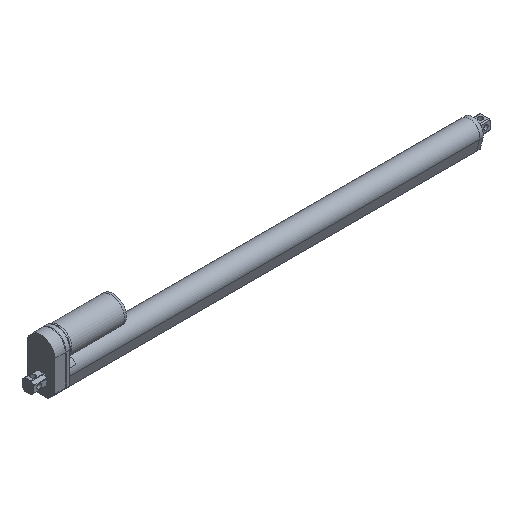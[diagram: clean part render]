
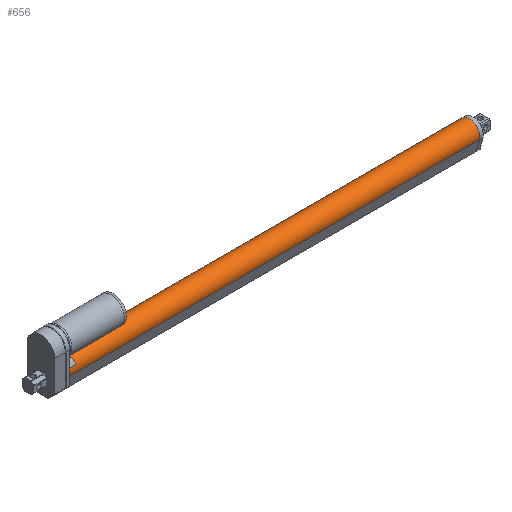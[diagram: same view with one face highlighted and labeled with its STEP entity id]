
A CAD part, isometric view. The second image highlights one B-rep face of the part: STEP entity #656.
In plain terms, the highlighted cylindrical face has radius 15 mm (diameter 30 mm), a partial arc.
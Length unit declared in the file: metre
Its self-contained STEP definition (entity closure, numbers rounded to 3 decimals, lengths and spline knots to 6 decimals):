
#656 = ADVANCED_FACE( '', ( #1273 ), #1274, .T. );
#1273 = FACE_OUTER_BOUND( '', #1946, .T. );
#1274 = CYLINDRICAL_SURFACE( '', #1947, 0.015 );
#1946 = EDGE_LOOP( '', ( #3209, #3210, #3211, #3212 ) );
#1947 = AXIS2_PLACEMENT_3D( '', #3213, #3214, #3215 );
#3209 = ORIENTED_EDGE( '', *, *, #4297, .T. );
#3210 = ORIENTED_EDGE( '', *, *, #4516, .F. );
#3211 = ORIENTED_EDGE( '', *, *, #4387, .F. );
#3212 = ORIENTED_EDGE( '', *, *, #4527, .T. );
#3213 = CARTESIAN_POINT( '', ( 0.589, 0., 0. ) );
#3214 = DIRECTION( '', ( 1., 0., 0. ) );
#3215 = DIRECTION( '', ( 0., 0., 1. ) );
#4297 = EDGE_CURVE( '', #5173, #5171, #5174, .T. );
#4387 = EDGE_CURVE( '', #5312, #5314, #5315, .T. );
#4516 = EDGE_CURVE( '', #5314, #5171, #5498, .T. );
#4527 = EDGE_CURVE( '', #5312, #5173, #5513, .T. );
#5171 = VERTEX_POINT( '', #6556 );
#5173 = VERTEX_POINT( '', #6559 );
#5174 = CIRCLE( '', #6560, 0.015 );
#5312 = VERTEX_POINT( '', #6750 );
#5314 = VERTEX_POINT( '', #6753 );
#5315 = CIRCLE( '', #6754, 0.015 );
#5498 = LINE( '', #7000, #7001 );
#5513 = LINE( '', #7022, #7023 );
#6556 = CARTESIAN_POINT( '', ( 0., -0.01456, -0.003606 ) );
#6559 = CARTESIAN_POINT( '', ( 0., 0.01456, -0.003606 ) );
#6560 = AXIS2_PLACEMENT_3D( '', #7638, #7639, #7640 );
#6750 = CARTESIAN_POINT( '', ( 0.589, 0.01456, -0.003606 ) );
#6753 = CARTESIAN_POINT( '', ( 0.589, -0.01456, -0.003606 ) );
#6754 = AXIS2_PLACEMENT_3D( '', #7751, #7752, #7753 );
#7000 = CARTESIAN_POINT( '', ( 0.589, -0.01456, -0.003606 ) );
#7001 = VECTOR( '', #7907, 1. );
#7022 = CARTESIAN_POINT( '', ( 0.589, 0.01456, -0.003606 ) );
#7023 = VECTOR( '', #7917, 1. );
#7638 = CARTESIAN_POINT( '', ( 0., 0., 0. ) );
#7639 = DIRECTION( '', ( 1., 0., 0. ) );
#7640 = DIRECTION( '', ( 0., 0., -1. ) );
#7751 = CARTESIAN_POINT( '', ( 0.589, 0., 0. ) );
#7752 = DIRECTION( '', ( 1., 0., 0. ) );
#7753 = DIRECTION( '', ( 0., 0., -1. ) );
#7907 = DIRECTION( '', ( -1., 0., 0. ) );
#7917 = DIRECTION( '', ( -1., 0., 0. ) );
